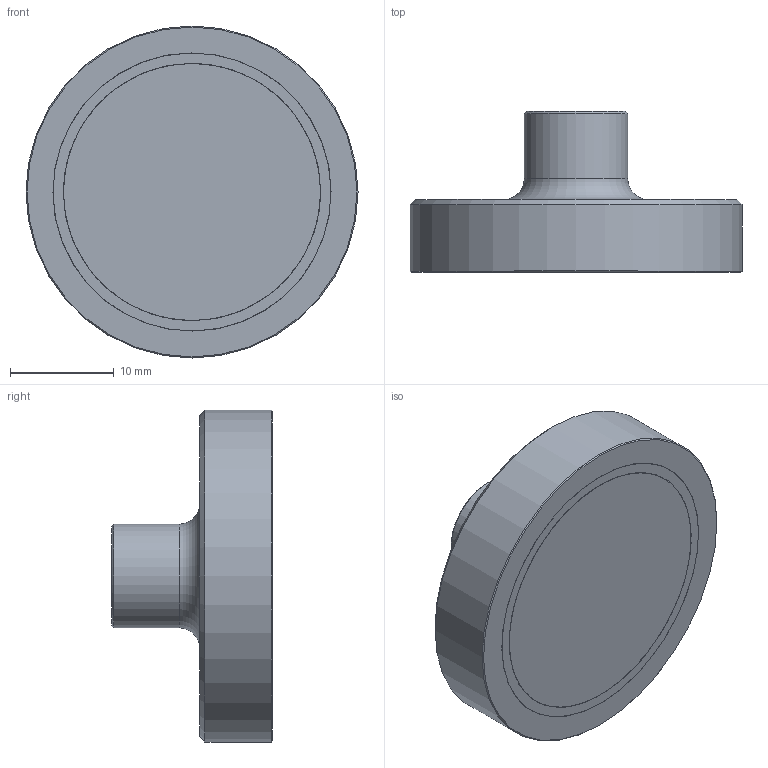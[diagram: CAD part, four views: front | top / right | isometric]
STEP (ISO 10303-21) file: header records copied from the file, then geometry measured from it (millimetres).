
FILE_DESCRIPTION(/* description */ (''),/* implementation_level */ '2;1');
FILE_NAME(/* name */ 'GM17208 A.stp',/* time_stamp */ '2022-10-07T12:38:38+02:00',/* author */ ('rm'),/* organization */ (''),/* preprocessor_version */ 'ST-DEVELOPER v18.1',/* originating_system */ 'Autodesk Inventor 2021',/* authorisation */ '');
FILE_SCHEMA (('CONFIG_CONTROL_DESIGN'));
Length unit declared in the file: millimetre
Products named in the file (4): GM17208; E0119325; E0119324; E0119323
Assembly tree (3 placements, depth 2):
  GM17208
    E0119325
    E0119324
    E0119323
Bounding box: 32 x 15.5 x 32 mm (x, y, z)
Volume: 6140 mm3; surface area: 4752.7 mm2
Topology: 3 solids, 3 shells, 19 faces, 33 edges, 22 vertices
Faces by surface type: plane 8, cylinder 7, cone 3, torus 1
Full cylindrical faces by diameter (mm): 4.2 x1, 10 x1, 24.8 x2, 26.8 x2, 32 x1
Entity records: 651 total; most frequent: DIRECTION 108, CARTESIAN_POINT 81, ORIENTED_EDGE 66, AXIS2_PLACEMENT_3D 49, EDGE_CURVE 33, EDGE_LOOP 25, CIRCLE 23, VERTEX_POINT 22
